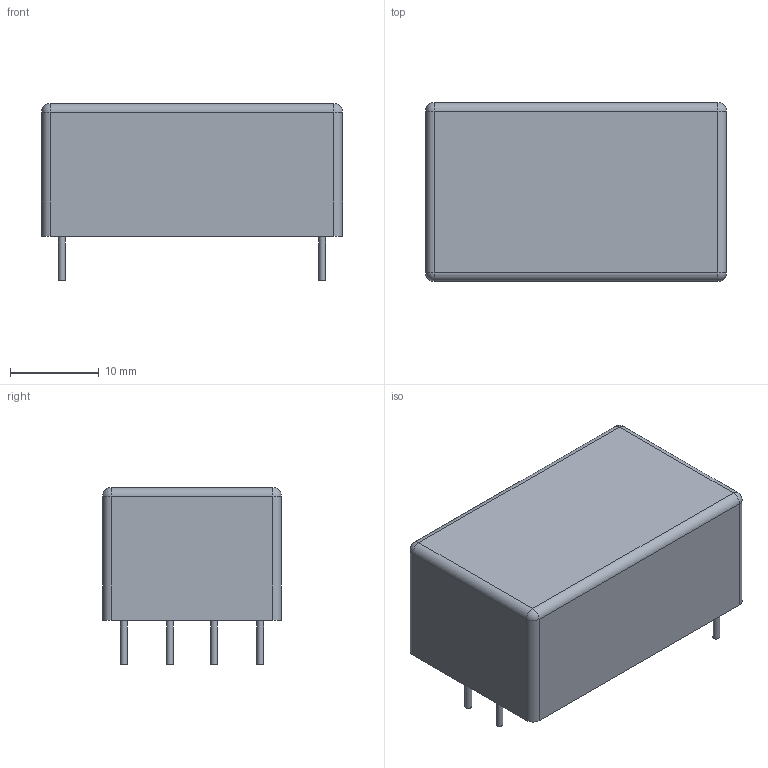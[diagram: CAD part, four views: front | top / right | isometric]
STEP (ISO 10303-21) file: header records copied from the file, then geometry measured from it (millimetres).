
FILE_DESCRIPTION(('FreeCAD Model'),'2;1');
FILE_NAME(/HLK-PM0x.step','2020-03-25T02:45:46',(''),(''), 'Open CASCADE STEP processor 7.3','FreeCAD','Unknown');
FILE_SCHEMA(('AUTOMOTIVE_DESIGN { 1 0 10303 214 1 1 1 1 }'));
Length unit declared in the file: millimetre
Products named in the file (3): Part; Body; Pins
Assembly tree (2 placements, depth 2):
  Part
    Body
    Pins
Bounding box: 34 x 20.2 x 20 mm (x, y, z)
Volume: 10502.6 mm3; surface area: 3930.3 mm2
Topology: 2 solids, 2 shells, 36 faces, 80 edges, 44 vertices
Faces by surface type: plane 20, cylinder 12, sphere 4
Full cylindrical faces by diameter (mm): 0.75 x4
Entity records: 1018 total; most frequent: DIRECTION 186, CARTESIAN_POINT 159, ORIENTED_EDGE 152, EDGE_CURVE 76, AXIS2_PLACEMENT_3D 71, VERTEX_POINT 44, LINE 44, VECTOR 44
